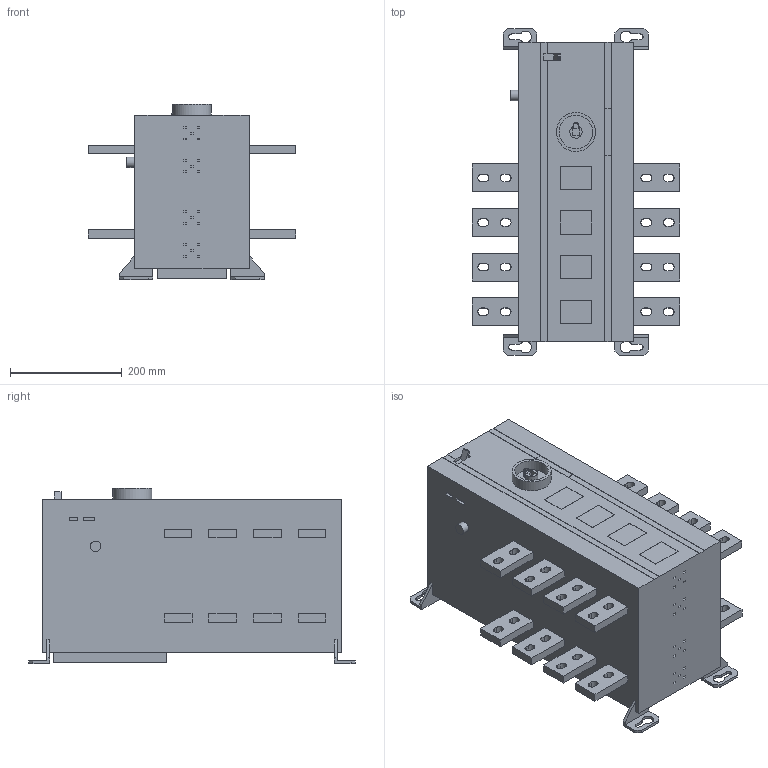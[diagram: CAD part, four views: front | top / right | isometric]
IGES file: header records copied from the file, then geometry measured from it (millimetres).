
Global section: file name: OTM1600E4C.igs; preprocessor: I-DEAS 3D IGES Translator 11; date: 20090105.115213; units: millimetre
Bounding box: 372.7 x 586 x 314.5 mm (x, y, z)
Volume: 31782809.7 mm3; surface area: 868244 mm2
Topology: 1 solids, 1 shells, 473 faces, 1513 edges, 1314 vertices
Faces by surface type: bspline 473
